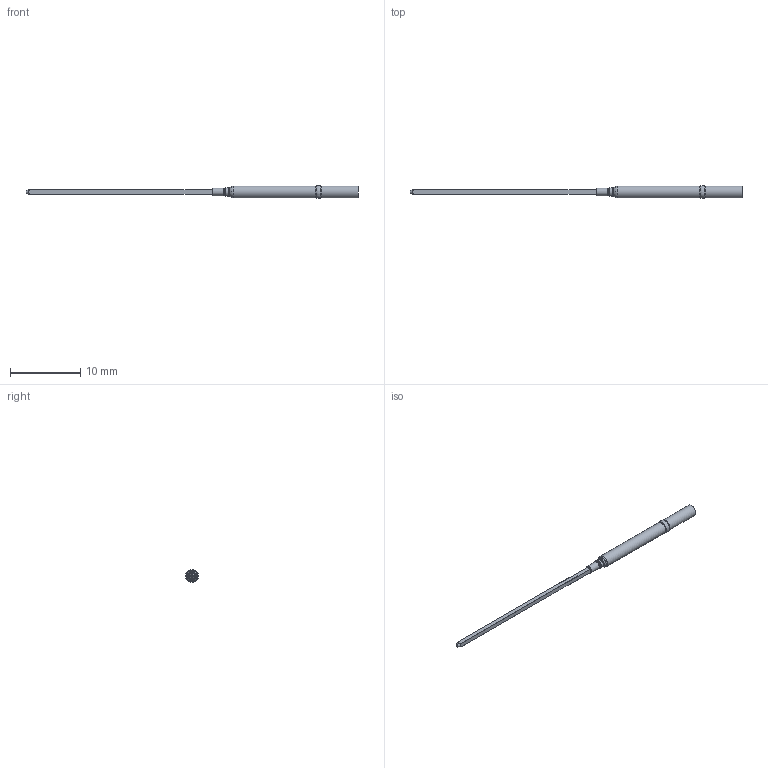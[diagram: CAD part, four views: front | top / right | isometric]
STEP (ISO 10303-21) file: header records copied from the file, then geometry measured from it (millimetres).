
FILE_DESCRIPTION (( 'STEP AP214' ), '1' );
FILE_NAME ('100-SD_160W2.STEP', '2020-09-29T17:29:35', ( '' ), ( '' ), 'SwSTEP 2.0', 'SolidWorks 2019', '' );
FILE_SCHEMA (( 'AUTOMOTIVE_DESIGN' ));
Length unit declared in the file: inch
Products named in the file (1): 100-SD_160W2
Bounding box: 47.29 x 1.84 x 1.85 mm (x, y, z)
Volume: 52.7 mm3; surface area: 172.2 mm2
Topology: 1 solids, 1 shells, 25 faces, 54 edges, 32 vertices
Faces by surface type: torus 8, cylinder 8, plane 7, cone 2
Full cylindrical faces by diameter (mm): 1.074 x1, 1.219 x1, 1.676 x2
Entity records: 1089 total; most frequent: CARTESIAN_POINT 244, DIRECTION 102, ORIENTED_EDGE 78, AXIS2_PLACEMENT_3D 45, EDGE_LOOP 40, EDGE_CURVE 39, FACE_OUTER_BOUND 37, VERTEX_POINT 31
